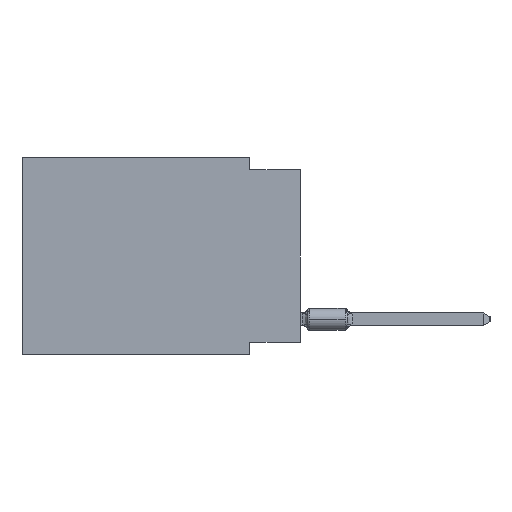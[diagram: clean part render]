
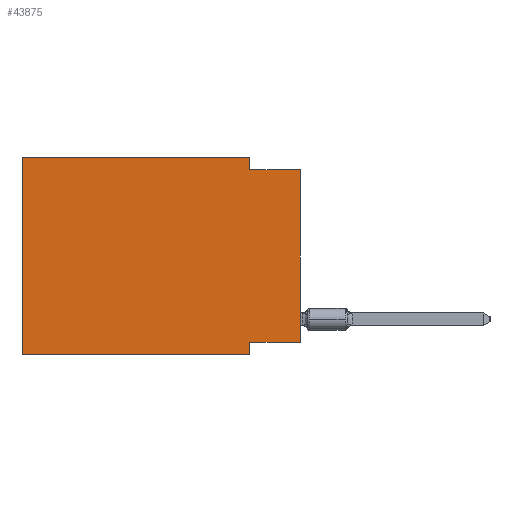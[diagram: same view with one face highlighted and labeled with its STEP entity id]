
A CAD part, left-side view. The second image highlights one B-rep face of the part: STEP entity #43875.
In plain terms, the highlighted planar face has unit normal (-1, 0, 0).
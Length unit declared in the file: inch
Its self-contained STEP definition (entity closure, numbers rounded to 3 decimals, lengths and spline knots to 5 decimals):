
#210 = VECTOR ( 'NONE', #6895, 39.37008 ) ;
#1182 = VERTEX_POINT ( 'NONE', #40982 ) ;
#1662 = ORIENTED_EDGE ( 'NONE', *, *, #21285, .F. ) ;
#1900 = EDGE_CURVE ( 'NONE', #12950, #45260, #38281, .T. ) ;
#5002 = DIRECTION ( 'NONE',  ( 0., -1., 0. ) ) ;
#5567 = LINE ( 'NONE', #19648, #15964 ) ;
#6606 = CARTESIAN_POINT ( 'NONE',  ( 0., 0.1, -0.39 ) ) ;
#6699 = DIRECTION ( 'NONE',  ( 1., 0., 0. ) ) ;
#6741 = EDGE_CURVE ( 'NONE', #1182, #23178, #32903, .T. ) ;
#6895 = DIRECTION ( 'NONE',  ( 0., -1., 0. ) ) ;
#8647 = EDGE_CURVE ( 'NONE', #21959, #12950, #40525, .T. ) ;
#9547 = ORIENTED_EDGE ( 'NONE', *, *, #17446, .F. ) ;
#10033 = AXIS2_PLACEMENT_3D ( 'NONE', #44798, #6699, #34384 ) ;
#11167 = ORIENTED_EDGE ( 'NONE', *, *, #6741, .T. ) ;
#12386 = VERTEX_POINT ( 'NONE', #19548 ) ;
#12450 = CARTESIAN_POINT ( 'NONE',  ( 0., 0.1, 0. ) ) ;
#12950 = VERTEX_POINT ( 'NONE', #12450 ) ;
#13845 = FACE_OUTER_BOUND ( 'NONE', #38199, .T. ) ;
#14252 = CARTESIAN_POINT ( 'NONE',  ( 0., 0.1, -0.39 ) ) ;
#14717 = DIRECTION ( 'NONE',  ( 0., 0., 1. ) ) ;
#15352 = VERTEX_POINT ( 'NONE', #39804 ) ;
#15826 = DIRECTION ( 'NONE',  ( 0., -1., 0. ) ) ;
#15964 = VECTOR ( 'NONE', #33706, 39.37008 ) ;
#16173 = VECTOR ( 'NONE', #38962, 39.37008 ) ;
#16276 = VECTOR ( 'NONE', #15826, 39.37008 ) ;
#16630 = PLANE ( 'NONE',  #10033 ) ;
#17446 = EDGE_CURVE ( 'NONE', #1182, #21959, #24632, .T. ) ;
#17687 = ORIENTED_EDGE ( 'NONE', *, *, #8647, .F. ) ;
#18645 = LINE ( 'NONE', #32694, #19802 ) ;
#18886 = ORIENTED_EDGE ( 'NONE', *, *, #37122, .T. ) ;
#19077 = CARTESIAN_POINT ( 'NONE',  ( 0., 0.55, -0.39 ) ) ;
#19088 = VECTOR ( 'NONE', #34333, 39.37008 ) ;
#19548 = CARTESIAN_POINT ( 'NONE',  ( 0., 0., -0.025 ) ) ;
#19648 = CARTESIAN_POINT ( 'NONE',  ( 0., 0., -0.365 ) ) ;
#19802 = VECTOR ( 'NONE', #14717, 39.37008 ) ;
#20063 = CARTESIAN_POINT ( 'NONE',  ( 0., 0., -0.025 ) ) ;
#21285 = EDGE_CURVE ( 'NONE', #15352, #36758, #5567, .T. ) ;
#21439 = CARTESIAN_POINT ( 'NONE',  ( 0., 0.1, 0. ) ) ;
#21959 = VERTEX_POINT ( 'NONE', #24395 ) ;
#23178 = VERTEX_POINT ( 'NONE', #14252 ) ;
#24395 = CARTESIAN_POINT ( 'NONE',  ( 0., 0.55, 0. ) ) ;
#24632 = LINE ( 'NONE', #31554, #19088 ) ;
#25380 = CARTESIAN_POINT ( 'NONE',  ( 0., 0.1, -0.365 ) ) ;
#26307 = LINE ( 'NONE', #6606, #28060 ) ;
#28060 = VECTOR ( 'NONE', #40379, 39.37008 ) ;
#29375 = ORIENTED_EDGE ( 'NONE', *, *, #36265, .F. ) ;
#30919 = ORIENTED_EDGE ( 'NONE', *, *, #39680, .F. ) ;
#31554 = CARTESIAN_POINT ( 'NONE',  ( 0., 0.55, 0. ) ) ;
#32694 = CARTESIAN_POINT ( 'NONE',  ( 0., 0., 0. ) ) ;
#32903 = LINE ( 'NONE', #19077, #16276 ) ;
#33072 = VECTOR ( 'NONE', #5002, 39.37008 ) ;
#33706 = DIRECTION ( 'NONE',  ( 0., 1., 0. ) ) ;
#34333 = DIRECTION ( 'NONE',  ( 0., 0., 1. ) ) ;
#34384 = DIRECTION ( 'NONE',  ( 0., 0., -1. ) ) ;
#36265 = EDGE_CURVE ( 'NONE', #45260, #12386, #41298, .T. ) ;
#36604 = CARTESIAN_POINT ( 'NONE',  ( 0., 0.55, 0. ) ) ;
#36758 = VERTEX_POINT ( 'NONE', #25380 ) ;
#37122 = EDGE_CURVE ( 'NONE', #15352, #12386, #18645, .T. ) ;
#38199 = EDGE_LOOP ( 'NONE', ( #18886, #29375, #44482, #17687, #9547, #11167, #30919, #1662 ) ) ;
#38281 = LINE ( 'NONE', #21439, #16173 ) ;
#38962 = DIRECTION ( 'NONE',  ( 0., 0., -1. ) ) ;
#39680 = EDGE_CURVE ( 'NONE', #36758, #23178, #26307, .T. ) ;
#39804 = CARTESIAN_POINT ( 'NONE',  ( 0., 0., -0.365 ) ) ;
#40379 = DIRECTION ( 'NONE',  ( 0., 0., -1. ) ) ;
#40525 = LINE ( 'NONE', #36604, #33072 ) ;
#40982 = CARTESIAN_POINT ( 'NONE',  ( 0., 0.55, -0.39 ) ) ;
#41298 = LINE ( 'NONE', #20063, #210 ) ;
#41355 = CARTESIAN_POINT ( 'NONE',  ( 0., 0.1, -0.025 ) ) ;
#43875 = ADVANCED_FACE ( 'NONE', ( #13845 ), #16630, .F. ) ;
#44482 = ORIENTED_EDGE ( 'NONE', *, *, #1900, .F. ) ;
#44798 = CARTESIAN_POINT ( 'NONE',  ( 0., 0.55, 0. ) ) ;
#45260 = VERTEX_POINT ( 'NONE', #41355 ) ;
